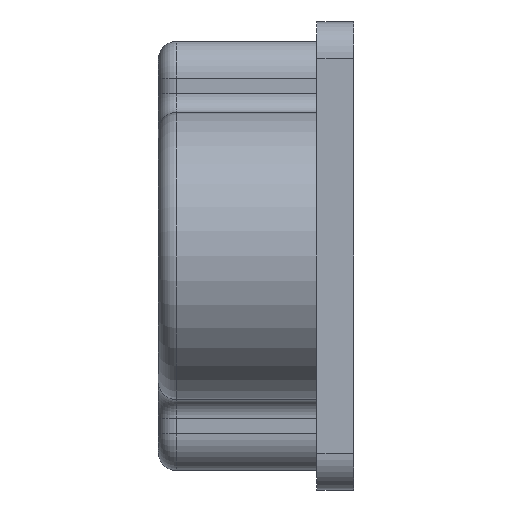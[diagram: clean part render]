
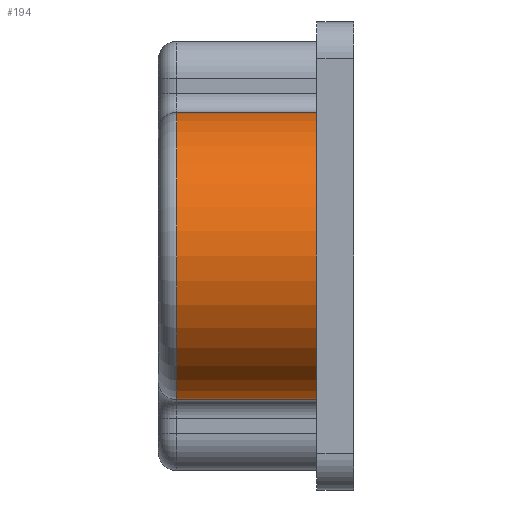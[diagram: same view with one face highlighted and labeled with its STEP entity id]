
A CAD part, left-side view. The second image highlights one B-rep face of the part: STEP entity #194.
In plain terms, the highlighted cylindrical face has radius 3.9 mm (diameter 7.8 mm), a partial arc.
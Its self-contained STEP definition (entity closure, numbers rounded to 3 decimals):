
#194 = ADVANCED_FACE( '', ( #473 ), #474, .T. );
#473 = FACE_OUTER_BOUND( '', #836, .T. );
#474 = CYLINDRICAL_SURFACE( '', #837, 3.9 );
#836 = EDGE_LOOP( '', ( #1354, #1355, #1356, #1357, #1358 ) );
#837 = AXIS2_PLACEMENT_3D( '', #1359, #1360, #1361 );
#1354 = ORIENTED_EDGE( '', *, *, #2328, .F. );
#1355 = ORIENTED_EDGE( '', *, *, #2329, .T. );
#1356 = ORIENTED_EDGE( '', *, *, #2330, .T. );
#1357 = ORIENTED_EDGE( '', *, *, #2331, .T. );
#1358 = ORIENTED_EDGE( '', *, *, #2332, .T. );
#1359 = CARTESIAN_POINT( '', ( -12.5, 5.3, 0. ) );
#1360 = DIRECTION( '', ( 0., 1., 0. ) );
#1361 = DIRECTION( '', ( 0., 0., -1. ) );
#2328 = EDGE_CURVE( '', #2844, #2845, #2846, .T. );
#2329 = EDGE_CURVE( '', #2844, #2847, #2848, .T. );
#2330 = EDGE_CURVE( '', #2847, #2849, #2850, .T. );
#2331 = EDGE_CURVE( '', #2849, #2851, #2852, .T. );
#2332 = EDGE_CURVE( '', #2851, #2845, #2853, .T. );
#2844 = VERTEX_POINT( '', #3533 );
#2845 = VERTEX_POINT( '', #3534 );
#2846 = LINE( '', #3535, #3536 );
#2847 = VERTEX_POINT( '', #3537 );
#2848 = CIRCLE( '', #3538, 3.9 );
#2849 = VERTEX_POINT( '', #3539 );
#2850 = LINE( '', #3540, #3541 );
#2851 = VERTEX_POINT( '', #3542 );
#2852 = CIRCLE( '', #3543, 3.9 );
#2853 = CIRCLE( '', #3544, 3.9 );
#3533 = CARTESIAN_POINT( '', ( -12.5, 4.8, 3.9 ) );
#3534 = CARTESIAN_POINT( '', ( -12.5, 1., 3.9 ) );
#3535 = CARTESIAN_POINT( '', ( -12.5, 5.3, 3.9 ) );
#3536 = VECTOR( '', #4189, 1000. );
#3537 = CARTESIAN_POINT( '', ( -12.5, 4.8, -3.9 ) );
#3538 = AXIS2_PLACEMENT_3D( '', #4190, #4191, #4192 );
#3539 = CARTESIAN_POINT( '', ( -12.5, 1., -3.9 ) );
#3540 = CARTESIAN_POINT( '', ( -12.5, 5.3, -3.9 ) );
#3541 = VECTOR( '', #4193, 1000. );
#3542 = CARTESIAN_POINT( '', ( -16.4, 1., 0. ) );
#3543 = AXIS2_PLACEMENT_3D( '', #4194, #4195, #4196 );
#3544 = AXIS2_PLACEMENT_3D( '', #4197, #4198, #4199 );
#4189 = DIRECTION( '', ( 0., -1., 0. ) );
#4190 = CARTESIAN_POINT( '', ( -12.5, 4.8, 0. ) );
#4191 = DIRECTION( '', ( 0., -1., 0. ) );
#4192 = DIRECTION( '', ( 0., 0., -1. ) );
#4193 = DIRECTION( '', ( 0., -1., 0. ) );
#4194 = CARTESIAN_POINT( '', ( -12.5, 1., 0. ) );
#4195 = DIRECTION( '', ( 0., 1., 0. ) );
#4196 = DIRECTION( '', ( 0., 0., 1. ) );
#4197 = CARTESIAN_POINT( '', ( -12.5, 1., 0. ) );
#4198 = DIRECTION( '', ( 0., 1., 0. ) );
#4199 = DIRECTION( '', ( 0., 0., 1. ) );
